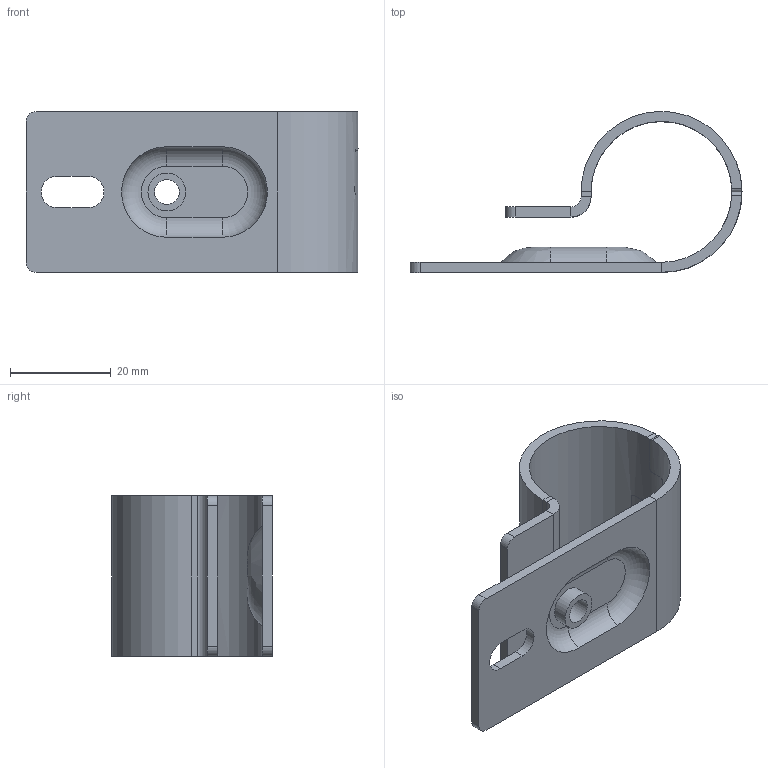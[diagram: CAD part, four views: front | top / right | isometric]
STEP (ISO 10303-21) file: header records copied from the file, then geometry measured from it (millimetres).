
FILE_DESCRIPTION((''),'2;1');
FILE_NAME('86127.stp','2021-03-01T12:21:17',('arma03'),(''),'Autodesk Inventor 2013','Autodesk Inventor 2013','');
FILE_SCHEMA(('AUTOMOTIVE_DESIGN { 1 0 10303 214 1 1 1 1 }'));
Length unit declared in the file: millimetre
Products named in the file (3): 86127; 86127 - I; 86127 - II
Assembly tree (2 placements, depth 2):
  86127
    86127 - I
    86127 - II
Bounding box: 66 x 32 x 32 mm (x, y, z)
Volume: 8771.3 mm3; surface area: 9969.9 mm2
Topology: 2 solids, 2 shells, 78 faces, 199 edges, 128 vertices
Faces by surface type: plane 39, cylinder 35, bspline 2, torus 2
Full cylindrical faces by diameter (mm): 4.917 x1, 7 x1, 7.5 x1
Entity records: 2726 total; most frequent: CARTESIAN_POINT 791, ORIENTED_EDGE 388, DIRECTION 382, EDGE_CURVE 194, AXIS2_PLACEMENT_3D 139, VERTEX_POINT 126, VECTOR 104, LINE 104
